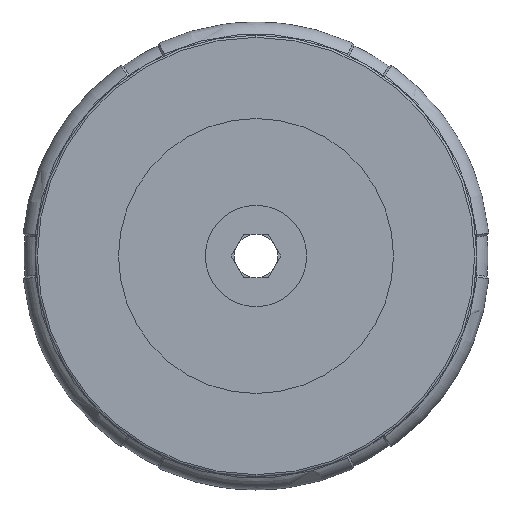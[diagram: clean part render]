
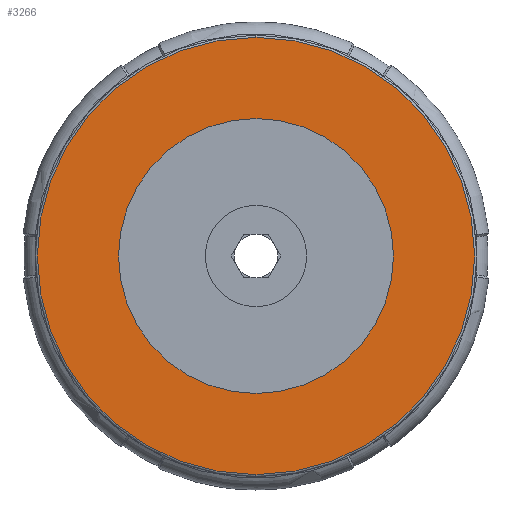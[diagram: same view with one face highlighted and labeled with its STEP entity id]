
A CAD part, front view. The second image highlights one B-rep face of the part: STEP entity #3266.
In plain terms, the highlighted planar face has unit normal (0, -1, 0).
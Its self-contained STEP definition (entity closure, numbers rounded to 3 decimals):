
#27 = VERTEX_POINT ( 'NONE', #4546 ) ;
#34 = DIRECTION ( 'NONE',  ( 0., -1., 0. ) ) ;
#418 = PLANE ( 'NONE',  #5206 ) ;
#1482 = DIRECTION ( 'NONE',  ( 0., 1., 0. ) ) ;
#1810 = AXIS2_PLACEMENT_3D ( 'NONE', #3229, #34, #10111 ) ;
#2109 = ORIENTED_EDGE ( 'NONE', *, *, #9954, .F. ) ;
#2414 = CARTESIAN_POINT ( 'NONE',  ( 0., -36., 0. ) ) ;
#3029 = EDGE_LOOP ( 'NONE', ( #13086, #9821 ) ) ;
#3108 = AXIS2_PLACEMENT_3D ( 'NONE', #6261, #9454, #10318 ) ;
#3180 = CIRCLE ( 'NONE', #3606, 30.7 ) ;
#3229 = CARTESIAN_POINT ( 'NONE',  ( 0., -36., 0. ) ) ;
#3266 = ADVANCED_FACE ( 'NONE', ( #9568, #12478 ), #418, .F. ) ;
#3300 = CARTESIAN_POINT ( 'NONE',  ( 0., -36., 30.7 ) ) ;
#3606 = AXIS2_PLACEMENT_3D ( 'NONE', #8579, #12622, #5515 ) ;
#4209 = CARTESIAN_POINT ( 'NONE',  ( 0., -36., -30.7 ) ) ;
#4476 = EDGE_CURVE ( 'NONE', #4984, #27, #7139, .T. ) ;
#4546 = CARTESIAN_POINT ( 'NONE',  ( 0., -36., -19.3 ) ) ;
#4984 = VERTEX_POINT ( 'NONE', #6800 ) ;
#5108 = AXIS2_PLACEMENT_3D ( 'NONE', #2414, #6487, #10559 ) ;
#5206 = AXIS2_PLACEMENT_3D ( 'NONE', #10633, #1482, #5567 ) ;
#5418 = EDGE_CURVE ( 'NONE', #10246, #5916, #9078, .T. ) ;
#5515 = DIRECTION ( 'NONE',  ( 0., 0., 1. ) ) ;
#5567 = DIRECTION ( 'NONE',  ( 1., 0., 0. ) ) ;
#5916 = VERTEX_POINT ( 'NONE', #3300 ) ;
#6261 = CARTESIAN_POINT ( 'NONE',  ( 0., -36., 0. ) ) ;
#6487 = DIRECTION ( 'NONE',  ( 0., -1., 0. ) ) ;
#6800 = CARTESIAN_POINT ( 'NONE',  ( 0., -36., 19.3 ) ) ;
#7139 = CIRCLE ( 'NONE', #1810, 19.3 ) ;
#8579 = CARTESIAN_POINT ( 'NONE',  ( 0., -36., 0. ) ) ;
#9078 = CIRCLE ( 'NONE', #3108, 30.7 ) ;
#9454 = DIRECTION ( 'NONE',  ( 0., 1., 0. ) ) ;
#9546 = EDGE_CURVE ( 'NONE', #5916, #10246, #3180, .T. ) ;
#9568 = FACE_OUTER_BOUND ( 'NONE', #3029, .T. ) ;
#9821 = ORIENTED_EDGE ( 'NONE', *, *, #5418, .F. ) ;
#9954 = EDGE_CURVE ( 'NONE', #27, #4984, #10857, .T. ) ;
#10111 = DIRECTION ( 'NONE',  ( 0., 0., -1. ) ) ;
#10164 = ORIENTED_EDGE ( 'NONE', *, *, #4476, .F. ) ;
#10246 = VERTEX_POINT ( 'NONE', #4209 ) ;
#10318 = DIRECTION ( 'NONE',  ( 0., 0., 1. ) ) ;
#10559 = DIRECTION ( 'NONE',  ( 0., 0., -1. ) ) ;
#10633 = CARTESIAN_POINT ( 'NONE',  ( 30.7, -36., 0. ) ) ;
#10857 = CIRCLE ( 'NONE', #5108, 19.3 ) ;
#12340 = EDGE_LOOP ( 'NONE', ( #2109, #10164 ) ) ;
#12478 = FACE_BOUND ( 'NONE', #12340, .T. ) ;
#12622 = DIRECTION ( 'NONE',  ( 0., 1., 0. ) ) ;
#13086 = ORIENTED_EDGE ( 'NONE', *, *, #9546, .F. ) ;
